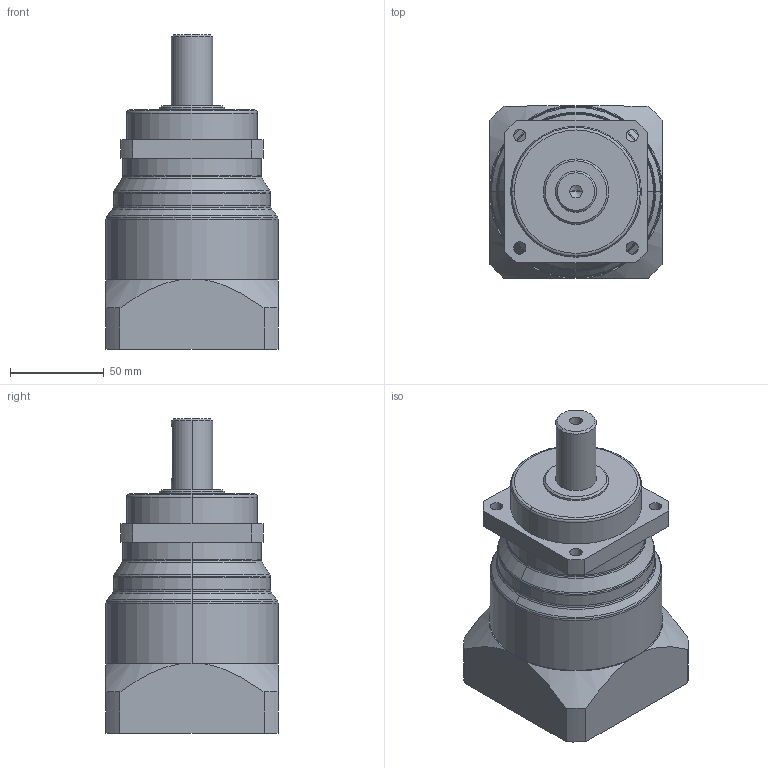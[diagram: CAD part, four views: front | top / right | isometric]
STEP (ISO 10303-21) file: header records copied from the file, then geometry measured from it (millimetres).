
FILE_DESCRIPTION((''),'2;1');
FILE_NAME('VRS75-S2-L1','2022-06-14T14:53:16',('Administrator'),(''),'CREO PARAMETRIC BY PTC INC, 2019010','CREO PARAMETRIC BY PTC INC, 2019010','');
FILE_SCHEMA(('CONFIG_CONTROL_DESIGN'));
Length unit declared in the file: millimetre
Products named in the file (1): VRS75-S2-L1
Bounding box: 92 x 92 x 168 mm (x, y, z)
Volume: 733678 mm3; surface area: 74257.4 mm2
Topology: 1 solids, 1 shells, 194 faces, 468 edges, 291 vertices
Faces by surface type: plane 68, cylinder 64, torus 36, cone 26
Entity records: 5820 total; most frequent: CARTESIAN_POINT 1117, DIRECTION 1060, ORIENTED_EDGE 916, EDGE_CURVE 458, AXIS2_PLACEMENT_3D 428, VERTEX_POINT 291, CIRCLE 234, EDGE_LOOP 227
